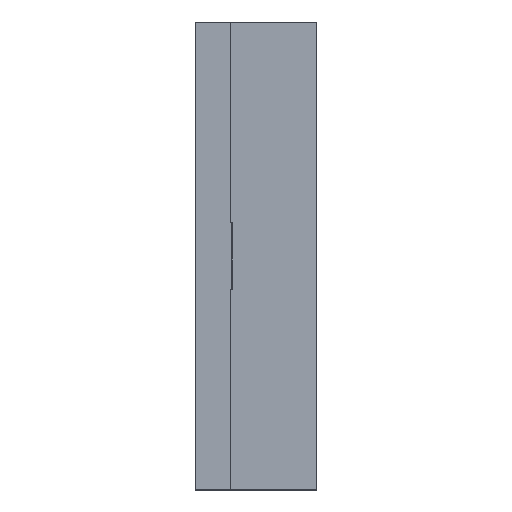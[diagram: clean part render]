
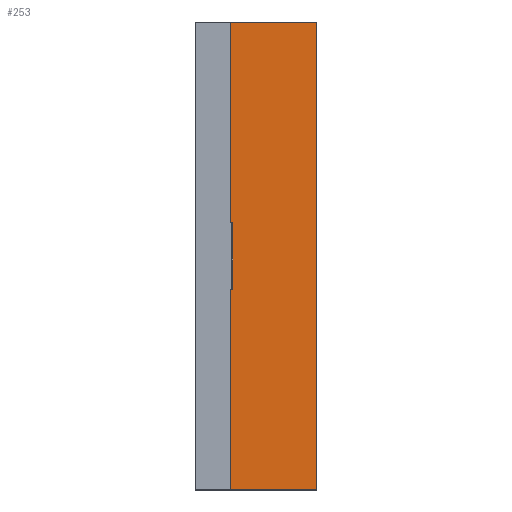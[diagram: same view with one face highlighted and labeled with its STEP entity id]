
A CAD part, top view. The second image highlights one B-rep face of the part: STEP entity #253.
In plain terms, the highlighted planar face has unit normal (0, 0, 1).
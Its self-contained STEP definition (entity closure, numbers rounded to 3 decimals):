
#3 = DIRECTION ( 'NONE',  ( 0., 1., 0. ) ) ;
#29 = DIRECTION ( 'NONE',  ( -1., 0., 0. ) ) ;
#31 = CARTESIAN_POINT ( 'NONE',  ( 100., -192.5, -1.1 ) ) ;
#37 = VERTEX_POINT ( 'NONE', #577 ) ;
#57 = EDGE_CURVE ( 'NONE', #708, #266, #455, .T. ) ;
#59 = CARTESIAN_POINT ( 'NONE',  ( 28.8, -292.522, -1.1 ) ) ;
#65 = LINE ( 'NONE', #241, #439 ) ;
#86 = FACE_OUTER_BOUND ( 'NONE', #101, .T. ) ;
#101 = EDGE_LOOP ( 'NONE', ( #386, #218, #362, #305 ) ) ;
#131 = AXIS2_PLACEMENT_3D ( 'NONE', #416, #644, #29 ) ;
#134 = CARTESIAN_POINT ( 'NONE',  ( 28.8, 192.5, -1.1 ) ) ;
#181 = DIRECTION ( 'NONE',  ( -1., 0., 0. ) ) ;
#188 = CARTESIAN_POINT ( 'NONE',  ( 50.525, -192.5, -1.1 ) ) ;
#218 = ORIENTED_EDGE ( 'NONE', *, *, #563, .F. ) ;
#232 = LINE ( 'NONE', #59, #677 ) ;
#241 = CARTESIAN_POINT ( 'NONE',  ( 100., 0., -1.1 ) ) ;
#247 = EDGE_CURVE ( 'NONE', #37, #729, #696, .T. ) ;
#253 = ADVANCED_FACE ( 'NONE', ( #86 ), #543, .F. ) ;
#266 = VERTEX_POINT ( 'NONE', #134 ) ;
#291 = CARTESIAN_POINT ( 'NONE',  ( 50.525, 192.5, -1.1 ) ) ;
#305 = ORIENTED_EDGE ( 'NONE', *, *, #631, .T. ) ;
#308 = DIRECTION ( 'NONE',  ( 1., 0., 0. ) ) ;
#344 = DIRECTION ( 'NONE',  ( 0., 1., 0. ) ) ;
#362 = ORIENTED_EDGE ( 'NONE', *, *, #247, .T. ) ;
#386 = ORIENTED_EDGE ( 'NONE', *, *, #57, .T. ) ;
#416 = CARTESIAN_POINT ( 'NONE',  ( 50.525, 0., -1.1 ) ) ;
#434 = CARTESIAN_POINT ( 'NONE',  ( 100., 192.5, -1.1 ) ) ;
#439 = VECTOR ( 'NONE', #344, 1000. ) ;
#455 = LINE ( 'NONE', #291, #681 ) ;
#506 = VECTOR ( 'NONE', #308, 1000. ) ;
#543 = PLANE ( 'NONE',  #131 ) ;
#563 = EDGE_CURVE ( 'NONE', #37, #266, #232, .T. ) ;
#577 = CARTESIAN_POINT ( 'NONE',  ( 28.8, -192.5, -1.1 ) ) ;
#631 = EDGE_CURVE ( 'NONE', #729, #708, #65, .T. ) ;
#644 = DIRECTION ( 'NONE',  ( 0., 0., -1. ) ) ;
#677 = VECTOR ( 'NONE', #3, 1000. ) ;
#681 = VECTOR ( 'NONE', #181, 1000. ) ;
#696 = LINE ( 'NONE', #188, #506 ) ;
#708 = VERTEX_POINT ( 'NONE', #434 ) ;
#729 = VERTEX_POINT ( 'NONE', #31 ) ;
